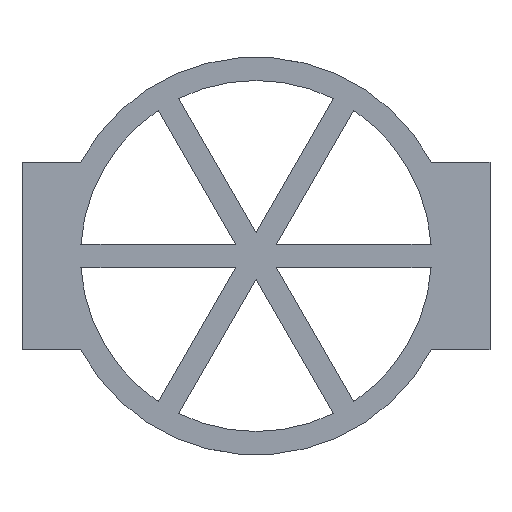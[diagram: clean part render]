
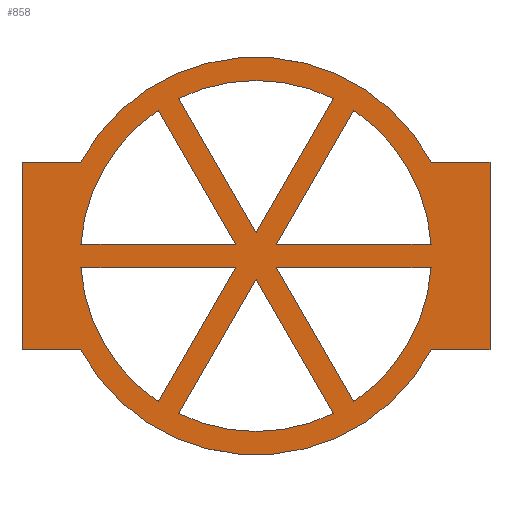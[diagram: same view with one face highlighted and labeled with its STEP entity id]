
A CAD part, left-side view. The second image highlights one B-rep face of the part: STEP entity #858.
In plain terms, the highlighted planar face has unit normal (-1, 0, 0).
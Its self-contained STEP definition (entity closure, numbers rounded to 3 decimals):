
#21=FACE_BOUND('',#181,.T.);
#22=FACE_BOUND('',#182,.T.);
#23=FACE_BOUND('',#183,.T.);
#24=FACE_BOUND('',#184,.T.);
#25=FACE_BOUND('',#185,.T.);
#26=FACE_BOUND('',#186,.T.);
#46=PLANE('',#950);
#49=CIRCLE('',#880,150.);
#58=CIRCLE('',#893,170.);
#60=CIRCLE('',#897,170.);
#66=CIRCLE('',#933,150.);
#67=CIRCLE('',#936,150.);
#68=CIRCLE('',#938,150.);
#69=CIRCLE('',#941,150.);
#70=CIRCLE('',#943,150.);
#126=FACE_OUTER_BOUND('',#180,.T.);
#180=EDGE_LOOP('',(#765,#766,#767,#768,#769,#770,#771,#772));
#181=EDGE_LOOP('',(#773,#774,#775));
#182=EDGE_LOOP('',(#776,#777,#778));
#183=EDGE_LOOP('',(#779,#780,#781));
#184=EDGE_LOOP('',(#782,#783,#784));
#185=EDGE_LOOP('',(#785,#786,#787));
#186=EDGE_LOOP('',(#788,#789,#790));
#216=LINE('',#1237,#290);
#240=LINE('',#1419,#314);
#243=LINE('',#1424,#317);
#247=LINE('',#1467,#321);
#250=LINE('',#1472,#324);
#254=LINE('',#1515,#328);
#257=LINE('',#1520,#331);
#261=LINE('',#1563,#335);
#264=LINE('',#1568,#338);
#268=LINE('',#1611,#342);
#271=LINE('',#1618,#345);
#272=LINE('',#1624,#346);
#273=LINE('',#1631,#347);
#275=LINE('',#1635,#349);
#277=LINE('',#1638,#351);
#278=LINE('',#1641,#352);
#280=LINE('',#1645,#354);
#282=LINE('',#1648,#356);
#290=VECTOR('',#978,10.);
#314=VECTOR('',#1046,10.);
#317=VECTOR('',#1051,10.);
#321=VECTOR('',#1067,10.);
#324=VECTOR('',#1072,10.);
#328=VECTOR('',#1088,10.);
#331=VECTOR('',#1093,10.);
#335=VECTOR('',#1109,10.);
#338=VECTOR('',#1114,10.);
#342=VECTOR('',#1130,10.);
#345=VECTOR('',#1139,10.);
#346=VECTOR('',#1150,10.);
#347=VECTOR('',#1161,10.);
#349=VECTOR('',#1165,10.);
#351=VECTOR('',#1169,10.);
#352=VECTOR('',#1172,10.);
#354=VECTOR('',#1176,10.);
#356=VECTOR('',#1180,10.);
#363=VERTEX_POINT('',#1229);
#364=VERTEX_POINT('',#1231);
#365=VERTEX_POINT('',#1235);
#391=VERTEX_POINT('',#1326);
#392=VERTEX_POINT('',#1328);
#395=VERTEX_POINT('',#1372);
#396=VERTEX_POINT('',#1374);
#400=VERTEX_POINT('',#1416);
#401=VERTEX_POINT('',#1418);
#402=VERTEX_POINT('',#1422);
#406=VERTEX_POINT('',#1464);
#407=VERTEX_POINT('',#1466);
#408=VERTEX_POINT('',#1470);
#412=VERTEX_POINT('',#1512);
#413=VERTEX_POINT('',#1514);
#414=VERTEX_POINT('',#1518);
#418=VERTEX_POINT('',#1560);
#419=VERTEX_POINT('',#1562);
#420=VERTEX_POINT('',#1566);
#424=VERTEX_POINT('',#1608);
#425=VERTEX_POINT('',#1610);
#426=VERTEX_POINT('',#1614);
#427=VERTEX_POINT('',#1630);
#428=VERTEX_POINT('',#1634);
#429=VERTEX_POINT('',#1640);
#430=VERTEX_POINT('',#1644);
#441=EDGE_CURVE('',#363,#364,#49,.T.);
#444=EDGE_CURVE('',#365,#363,#216,.T.);
#472=EDGE_CURVE('',#391,#392,#58,.T.);
#478=EDGE_CURVE('',#395,#396,#60,.T.);
#487=EDGE_CURVE('',#400,#401,#240,.T.);
#490=EDGE_CURVE('',#402,#400,#243,.T.);
#498=EDGE_CURVE('',#406,#407,#247,.T.);
#501=EDGE_CURVE('',#408,#406,#250,.T.);
#509=EDGE_CURVE('',#412,#413,#254,.T.);
#512=EDGE_CURVE('',#414,#412,#257,.T.);
#520=EDGE_CURVE('',#418,#419,#261,.T.);
#523=EDGE_CURVE('',#420,#418,#264,.T.);
#531=EDGE_CURVE('',#424,#425,#268,.T.);
#534=EDGE_CURVE('',#426,#424,#66,.T.);
#535=EDGE_CURVE('',#425,#426,#271,.T.);
#536=EDGE_CURVE('',#413,#414,#67,.T.);
#537=EDGE_CURVE('',#407,#408,#68,.T.);
#538=EDGE_CURVE('',#364,#365,#272,.T.);
#539=EDGE_CURVE('',#401,#402,#69,.T.);
#540=EDGE_CURVE('',#419,#420,#70,.T.);
#541=EDGE_CURVE('',#427,#395,#273,.T.);
#543=EDGE_CURVE('',#427,#428,#275,.T.);
#545=EDGE_CURVE('',#428,#392,#277,.T.);
#546=EDGE_CURVE('',#429,#391,#278,.T.);
#548=EDGE_CURVE('',#430,#429,#280,.T.);
#550=EDGE_CURVE('',#430,#396,#282,.T.);
#765=ORIENTED_EDGE('',*,*,#478,.F.);
#766=ORIENTED_EDGE('',*,*,#541,.F.);
#767=ORIENTED_EDGE('',*,*,#543,.T.);
#768=ORIENTED_EDGE('',*,*,#545,.T.);
#769=ORIENTED_EDGE('',*,*,#472,.F.);
#770=ORIENTED_EDGE('',*,*,#546,.F.);
#771=ORIENTED_EDGE('',*,*,#548,.F.);
#772=ORIENTED_EDGE('',*,*,#550,.T.);
#773=ORIENTED_EDGE('',*,*,#540,.F.);
#774=ORIENTED_EDGE('',*,*,#520,.F.);
#775=ORIENTED_EDGE('',*,*,#523,.F.);
#776=ORIENTED_EDGE('',*,*,#539,.F.);
#777=ORIENTED_EDGE('',*,*,#487,.F.);
#778=ORIENTED_EDGE('',*,*,#490,.F.);
#779=ORIENTED_EDGE('',*,*,#441,.F.);
#780=ORIENTED_EDGE('',*,*,#444,.F.);
#781=ORIENTED_EDGE('',*,*,#538,.F.);
#782=ORIENTED_EDGE('',*,*,#537,.F.);
#783=ORIENTED_EDGE('',*,*,#498,.F.);
#784=ORIENTED_EDGE('',*,*,#501,.F.);
#785=ORIENTED_EDGE('',*,*,#536,.F.);
#786=ORIENTED_EDGE('',*,*,#509,.F.);
#787=ORIENTED_EDGE('',*,*,#512,.F.);
#788=ORIENTED_EDGE('',*,*,#534,.F.);
#789=ORIENTED_EDGE('',*,*,#535,.F.);
#790=ORIENTED_EDGE('',*,*,#531,.F.);
#858=ADVANCED_FACE('',(#126,#21,#22,#23,#24,#25,#26),#46,.F.);
#880=AXIS2_PLACEMENT_3D('',#1232,#972,#973);
#893=AXIS2_PLACEMENT_3D('',#1329,#1018,#1019);
#897=AXIS2_PLACEMENT_3D('',#1375,#1028,#1029);
#933=AXIS2_PLACEMENT_3D('',#1616,#1135,#1136);
#936=AXIS2_PLACEMENT_3D('',#1620,#1142,#1143);
#938=AXIS2_PLACEMENT_3D('',#1622,#1146,#1147);
#941=AXIS2_PLACEMENT_3D('',#1626,#1153,#1154);
#943=AXIS2_PLACEMENT_3D('',#1628,#1157,#1158);
#950=AXIS2_PLACEMENT_3D('',#1649,#1181,#1182);
#972=DIRECTION('center_axis',(-1.,0.,0.));
#973=DIRECTION('ref_axis',(0.,0.,-1.));
#978=DIRECTION('',(0.,-0.5,0.866));
#1018=DIRECTION('center_axis',(1.,0.,0.));
#1019=DIRECTION('ref_axis',(0.,0.,-1.));
#1028=DIRECTION('center_axis',(1.,0.,0.));
#1029=DIRECTION('ref_axis',(0.,0.,-1.));
#1046=DIRECTION('',(0.,-0.5,-0.866));
#1051=DIRECTION('',(0.,1.,0.));
#1067=DIRECTION('',(0.,-1.,0.));
#1072=DIRECTION('',(0.,0.5,-0.866));
#1088=DIRECTION('',(0.,1.,0.));
#1093=DIRECTION('',(0.,-0.5,0.866));
#1109=DIRECTION('',(0.,0.5,-0.866));
#1114=DIRECTION('',(0.,0.5,0.866));
#1130=DIRECTION('',(0.,-1.,0.));
#1135=DIRECTION('center_axis',(-1.,0.,0.));
#1136=DIRECTION('ref_axis',(0.,0.,-1.));
#1139=DIRECTION('',(0.,0.5,0.866));
#1142=DIRECTION('center_axis',(-1.,0.,0.));
#1143=DIRECTION('ref_axis',(0.,0.,-1.));
#1146=DIRECTION('center_axis',(-1.,0.,0.));
#1147=DIRECTION('ref_axis',(0.,0.,-1.));
#1150=DIRECTION('',(0.,-0.5,-0.866));
#1153=DIRECTION('center_axis',(-1.,0.,0.));
#1154=DIRECTION('ref_axis',(0.,0.,-1.));
#1157=DIRECTION('center_axis',(-1.,0.,0.));
#1158=DIRECTION('ref_axis',(0.,0.,-1.));
#1161=DIRECTION('',(0.,1.,0.));
#1165=DIRECTION('',(0.,0.,1.));
#1169=DIRECTION('',(0.,1.,0.));
#1172=DIRECTION('',(0.,-1.,0.));
#1176=DIRECTION('',(0.,0.,1.));
#1180=DIRECTION('',(0.,-1.,0.));
#1181=DIRECTION('center_axis',(1.,0.,0.));
#1182=DIRECTION('ref_axis',(0.,0.,-1.));
#1229=CARTESIAN_POINT('',(0.,-66.173,134.615));
#1231=CARTESIAN_POINT('',(0.,66.173,134.615));
#1232=CARTESIAN_POINT('Origin',(0.,0.,0.));
#1235=CARTESIAN_POINT('',(0.,0.,20.));
#1237=CARTESIAN_POINT('',(0.,0.,20.));
#1326=CARTESIAN_POINT('',(0.,150.,80.));
#1328=CARTESIAN_POINT('',(0.,-150.,80.));
#1329=CARTESIAN_POINT('Origin',(0.,0.,0.));
#1372=CARTESIAN_POINT('',(0.,-150.,-80.));
#1374=CARTESIAN_POINT('',(0.,150.,-80.));
#1375=CARTESIAN_POINT('Origin',(0.,0.,0.));
#1416=CARTESIAN_POINT('',(0.,-17.321,-10.));
#1418=CARTESIAN_POINT('',(0.,-83.493,-124.615));
#1419=CARTESIAN_POINT('',(0.,-17.321,-10.));
#1422=CARTESIAN_POINT('',(0.,-149.666,-10.));
#1424=CARTESIAN_POINT('',(0.,-149.666,-10.));
#1464=CARTESIAN_POINT('',(0.,-17.321,10.));
#1466=CARTESIAN_POINT('',(0.,-149.666,10.));
#1467=CARTESIAN_POINT('',(0.,-17.321,10.));
#1470=CARTESIAN_POINT('',(0.,-83.493,124.615));
#1472=CARTESIAN_POINT('',(0.,-83.493,124.615));
#1512=CARTESIAN_POINT('',(0.,17.321,-10.));
#1514=CARTESIAN_POINT('',(0.,149.666,-10.));
#1515=CARTESIAN_POINT('',(0.,17.321,-10.));
#1518=CARTESIAN_POINT('',(0.,83.493,-124.615));
#1520=CARTESIAN_POINT('',(0.,83.493,-124.615));
#1560=CARTESIAN_POINT('',(0.,0.,-20.));
#1562=CARTESIAN_POINT('',(0.,66.173,-134.615));
#1563=CARTESIAN_POINT('',(0.,0.,-20.));
#1566=CARTESIAN_POINT('',(0.,-66.173,-134.615));
#1568=CARTESIAN_POINT('',(0.,-66.173,-134.615));
#1608=CARTESIAN_POINT('',(0.,149.666,10.));
#1610=CARTESIAN_POINT('',(0.,17.321,10.));
#1611=CARTESIAN_POINT('',(0.,149.666,10.));
#1614=CARTESIAN_POINT('',(0.,83.493,124.615));
#1616=CARTESIAN_POINT('Origin',(0.,0.,0.));
#1618=CARTESIAN_POINT('',(0.,17.321,10.));
#1620=CARTESIAN_POINT('Origin',(0.,0.,0.));
#1622=CARTESIAN_POINT('Origin',(0.,0.,0.));
#1624=CARTESIAN_POINT('',(0.,66.173,134.615));
#1626=CARTESIAN_POINT('Origin',(0.,0.,0.));
#1628=CARTESIAN_POINT('Origin',(0.,0.,0.));
#1630=CARTESIAN_POINT('',(0.,-200.,-80.));
#1631=CARTESIAN_POINT('',(0.,-200.,-80.));
#1634=CARTESIAN_POINT('',(0.,-200.,80.));
#1635=CARTESIAN_POINT('',(0.,-200.,-80.));
#1638=CARTESIAN_POINT('',(0.,-200.,80.));
#1640=CARTESIAN_POINT('',(0.,200.,80.));
#1641=CARTESIAN_POINT('',(0.,200.,80.));
#1644=CARTESIAN_POINT('',(0.,200.,-80.));
#1645=CARTESIAN_POINT('',(0.,200.,-80.));
#1648=CARTESIAN_POINT('',(0.,200.,-80.));
#1649=CARTESIAN_POINT('Origin',(0.,0.,0.));
